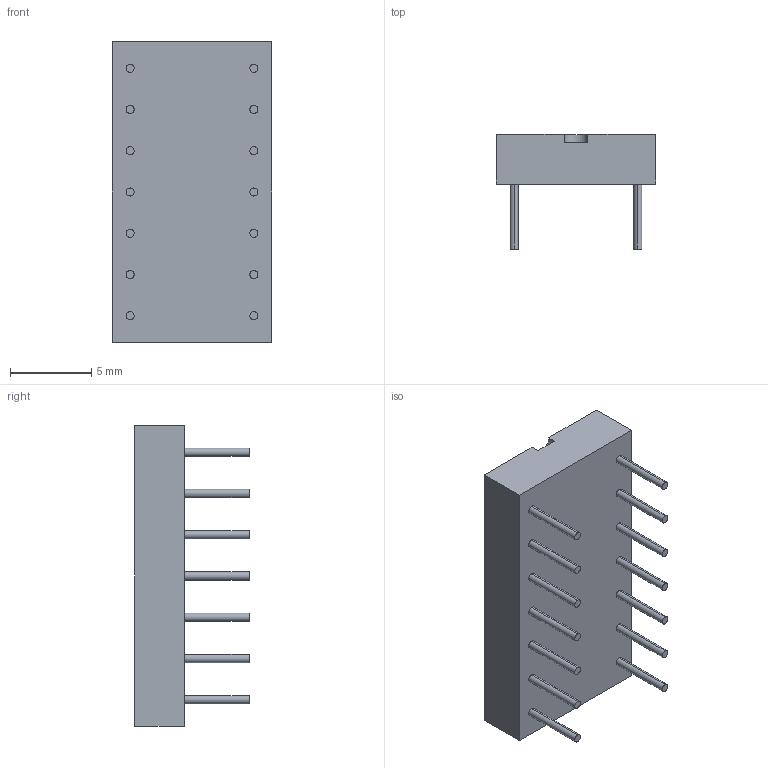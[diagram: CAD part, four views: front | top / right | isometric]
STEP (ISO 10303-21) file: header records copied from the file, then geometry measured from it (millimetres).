
FILE_DESCRIPTION (( 'STEP AP214' ), '1' );
FILE_NAME ('XMxx07x.STEP', '2015-09-11T17:28:05', ( '' ), ( '' ), 'SwSTEP 2.0', 'SolidWorks 2012', '' );
FILE_SCHEMA (( 'AUTOMOTIVE_DESIGN' ));
Length unit declared in the file: millimetre
Products named in the file (1): XMxx07x
Bounding box: 9.8 x 7.05 x 18.5 mm (x, y, z)
Volume: 560.9 mm3; surface area: 631.7 mm2
Topology: 1 solids, 1 shells, 460 faces, 1164 edges, 776 vertices
Faces by surface type: plane 328, bspline 99, cylinder 33
Entity records: 23262 total; most frequent: CARTESIAN_POINT 7756, ORIENTED_EDGE 2328, DIRECTION 1756, EDGE_CURVE 1164, VECTOR 900, LINE 900, VERTEX_POINT 776, EDGE_LOOP 530
